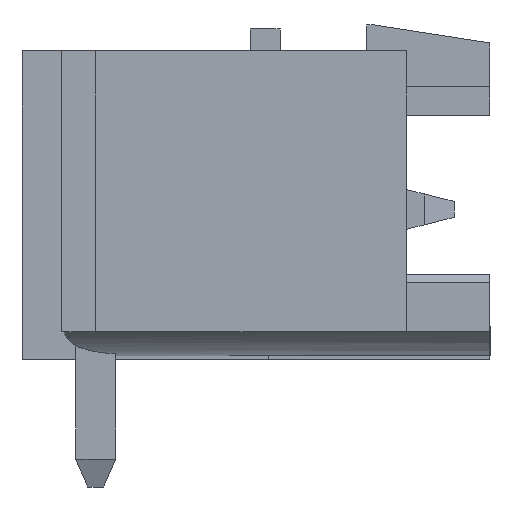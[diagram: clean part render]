
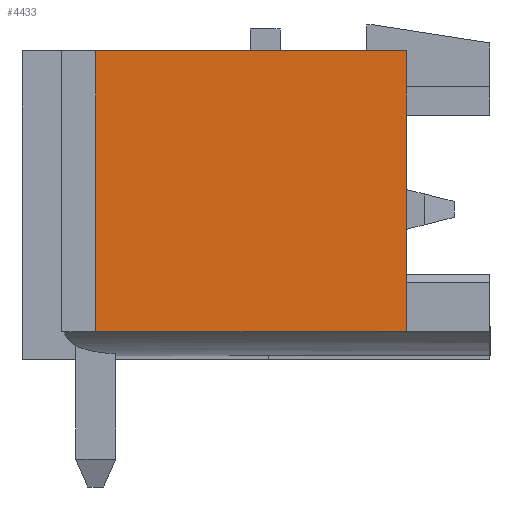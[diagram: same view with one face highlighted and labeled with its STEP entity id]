
A CAD part, left-side view. The second image highlights one B-rep face of the part: STEP entity #4433.
In plain terms, the highlighted planar face has unit normal (-1, 0, 0).
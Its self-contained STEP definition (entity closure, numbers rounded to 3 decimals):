
#4413=AXIS2_PLACEMENT_3D('Plane Axis2P3D',#4410,#4411,#4412) ;
#283=CARTESIAN_POINT('Vertex',(0.,9.9,10.95)) ;
#286=CARTESIAN_POINT('Line Origine',(0.,6.,10.95)) ;
#290=CARTESIAN_POINT('Vertex',(0.,2.1,10.95)) ;
#4395=CARTESIAN_POINT('Vertex',(0.,9.9,3.9)) ;
#4398=CARTESIAN_POINT('Line Origine',(0.,9.9,7.425)) ;
#4410=CARTESIAN_POINT('Axis2P3D Location',(0.,2.1,0.)) ;
#4415=CARTESIAN_POINT('Line Origine',(0.,6.,3.9)) ;
#4419=CARTESIAN_POINT('Vertex',(0.,2.1,3.9)) ;
#4422=CARTESIAN_POINT('Line Origine',(0.,2.1,7.425)) ;
#287=DIRECTION('Vector Direction',(0.,1.,0.)) ;
#4399=DIRECTION('Vector Direction',(0.,0.,1.)) ;
#4411=DIRECTION('Axis2P3D Direction',(1.,0.,0.)) ;
#4412=DIRECTION('Axis2P3D XDirection',(0.,1.,0.)) ;
#4416=DIRECTION('Vector Direction',(0.,1.,0.)) ;
#4423=DIRECTION('Vector Direction',(0.,0.,1.)) ;
#288=VECTOR('Line Direction',#287,1.) ;
#4400=VECTOR('Line Direction',#4399,1.) ;
#4417=VECTOR('Line Direction',#4416,1.) ;
#4424=VECTOR('Line Direction',#4423,1.) ;
#4428=ORIENTED_EDGE('',*,*,#4402,.F.) ;
#4429=ORIENTED_EDGE('',*,*,#4421,.T.) ;
#4430=ORIENTED_EDGE('',*,*,#4426,.T.) ;
#4431=ORIENTED_EDGE('',*,*,#292,.F.) ;
#4433=ADVANCED_FACE('Housing-B',(#4432),#4414,.F.) ;
#292=EDGE_CURVE('',#284,#291,#289,.F.) ;
#4402=EDGE_CURVE('',#4396,#284,#4401,.T.) ;
#4421=EDGE_CURVE('',#4396,#4420,#4418,.F.) ;
#4426=EDGE_CURVE('',#4420,#291,#4425,.T.) ;
#4427=EDGE_LOOP('',(#4428,#4429,#4430,#4431)) ;
#4432=FACE_OUTER_BOUND('',#4427,.T.) ;
#289=LINE('Line',#286,#288) ;
#4401=LINE('Line',#4398,#4400) ;
#4418=LINE('Line',#4415,#4417) ;
#4425=LINE('Line',#4422,#4424) ;
#4414=PLANE('',#4413) ;
#284=VERTEX_POINT('',#283) ;
#291=VERTEX_POINT('',#290) ;
#4396=VERTEX_POINT('',#4395) ;
#4420=VERTEX_POINT('',#4419) ;
